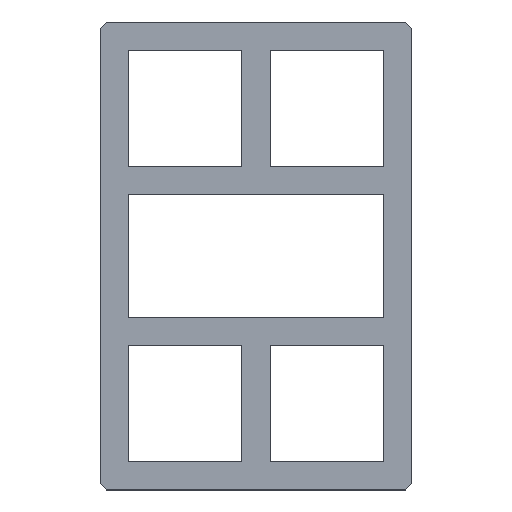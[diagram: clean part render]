
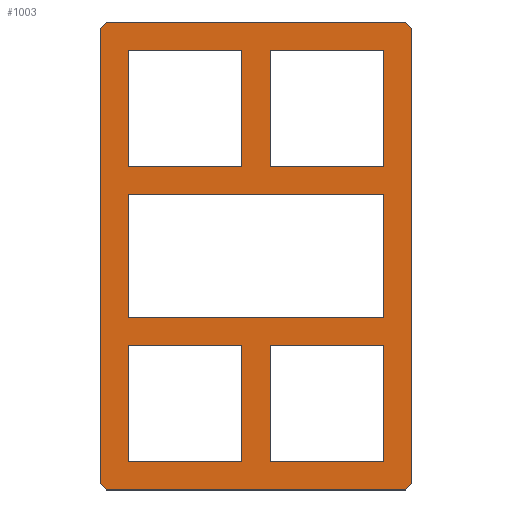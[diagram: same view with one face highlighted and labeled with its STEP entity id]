
A CAD part, top view. The second image highlights one B-rep face of the part: STEP entity #1003.
In plain terms, the highlighted planar face has unit normal (0, 0, 1).
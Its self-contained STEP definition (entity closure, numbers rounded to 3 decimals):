
#49=CARTESIAN_POINT('',(-41.,19.6,0.5));
#50=VERTEX_POINT('',#49);
#51=CARTESIAN_POINT('',(41.,19.6,0.5));
#52=VERTEX_POINT('',#51);
#53=CARTESIAN_POINT('',(-41.,19.6,0.5));
#54=DIRECTION('',(1.0,0.0,0.0));
#55=VECTOR('',#54,82.);
#56=LINE('',#53,#55);
#57=EDGE_CURVE('',#50,#52,#56,.T.);
#89=CARTESIAN_POINT('',(41.,-19.6,0.5));
#90=VERTEX_POINT('',#89);
#91=CARTESIAN_POINT('',(41.,19.6,0.5));
#92=DIRECTION('',(0.0,-1.0,0.0));
#93=VECTOR('',#92,39.2);
#94=LINE('',#91,#93);
#95=EDGE_CURVE('',#52,#90,#94,.T.);
#120=CARTESIAN_POINT('',(-41.,-19.6,0.5));
#121=VERTEX_POINT('',#120);
#122=CARTESIAN_POINT('',(41.,-19.6,0.5));
#123=DIRECTION('',(-1.0,0.0,0.0));
#124=VECTOR('',#123,82.);
#125=LINE('',#122,#124);
#126=EDGE_CURVE('',#90,#121,#125,.T.);
#151=CARTESIAN_POINT('',(-41.,-19.6,0.5));
#152=DIRECTION('',(0.0,1.0,0.0));
#153=VECTOR('',#152,39.2);
#154=LINE('',#151,#153);
#155=EDGE_CURVE('',#121,#50,#154,.T.);
#173=CARTESIAN_POINT('',(4.5,-28.6,0.5));
#174=VERTEX_POINT('',#173);
#175=CARTESIAN_POINT('',(41.,-28.6,0.5));
#176=VERTEX_POINT('',#175);
#177=CARTESIAN_POINT('',(4.5,-28.6,0.5));
#178=DIRECTION('',(1.0,0.0,0.0));
#179=VECTOR('',#178,36.5);
#180=LINE('',#177,#179);
#181=EDGE_CURVE('',#174,#176,#180,.T.);
#213=CARTESIAN_POINT('',(41.,-66.,0.5));
#214=VERTEX_POINT('',#213);
#215=CARTESIAN_POINT('',(41.,-28.6,0.5));
#216=DIRECTION('',(0.0,-1.0,0.0));
#217=VECTOR('',#216,37.4);
#218=LINE('',#215,#217);
#219=EDGE_CURVE('',#176,#214,#218,.T.);
#244=CARTESIAN_POINT('',(4.5,-66.,0.5));
#245=VERTEX_POINT('',#244);
#246=CARTESIAN_POINT('',(41.,-66.,0.5));
#247=DIRECTION('',(-1.0,0.0,0.0));
#248=VECTOR('',#247,36.5);
#249=LINE('',#246,#248);
#250=EDGE_CURVE('',#214,#245,#249,.T.);
#275=CARTESIAN_POINT('',(4.5,-66.,0.5));
#276=DIRECTION('',(0.0,1.0,0.0));
#277=VECTOR('',#276,37.4);
#278=LINE('',#275,#277);
#279=EDGE_CURVE('',#245,#174,#278,.T.);
#297=CARTESIAN_POINT('',(-4.5,-66.,0.5));
#298=VERTEX_POINT('',#297);
#299=CARTESIAN_POINT('',(-41.,-66.,0.5));
#300=VERTEX_POINT('',#299);
#301=CARTESIAN_POINT('',(-4.5,-66.,0.5));
#302=DIRECTION('',(-1.0,0.0,0.0));
#303=VECTOR('',#302,36.5);
#304=LINE('',#301,#303);
#305=EDGE_CURVE('',#298,#300,#304,.T.);
#337=CARTESIAN_POINT('',(-41.,-28.6,0.5));
#338=VERTEX_POINT('',#337);
#339=CARTESIAN_POINT('',(-41.,-66.,0.5));
#340=DIRECTION('',(0.0,1.0,0.0));
#341=VECTOR('',#340,37.4);
#342=LINE('',#339,#341);
#343=EDGE_CURVE('',#300,#338,#342,.T.);
#368=CARTESIAN_POINT('',(-4.5,-28.6,0.5));
#369=VERTEX_POINT('',#368);
#370=CARTESIAN_POINT('',(-41.,-28.6,0.5));
#371=DIRECTION('',(1.0,0.0,0.0));
#372=VECTOR('',#371,36.5);
#373=LINE('',#370,#372);
#374=EDGE_CURVE('',#338,#369,#373,.T.);
#399=CARTESIAN_POINT('',(-4.5,-28.6,0.5));
#400=DIRECTION('',(0.0,-1.0,0.0));
#401=VECTOR('',#400,37.4);
#402=LINE('',#399,#401);
#403=EDGE_CURVE('',#369,#298,#402,.T.);
#421=CARTESIAN_POINT('',(-41.,28.6,0.5));
#422=VERTEX_POINT('',#421);
#423=CARTESIAN_POINT('',(-41.,66.,0.5));
#424=VERTEX_POINT('',#423);
#425=CARTESIAN_POINT('',(-41.,28.6,0.5));
#426=DIRECTION('',(0.0,1.0,0.0));
#427=VECTOR('',#426,37.4);
#428=LINE('',#425,#427);
#429=EDGE_CURVE('',#422,#424,#428,.T.);
#461=CARTESIAN_POINT('',(-4.5,66.,0.5));
#462=VERTEX_POINT('',#461);
#463=CARTESIAN_POINT('',(-41.,66.,0.5));
#464=DIRECTION('',(1.0,0.0,0.0));
#465=VECTOR('',#464,36.5);
#466=LINE('',#463,#465);
#467=EDGE_CURVE('',#424,#462,#466,.T.);
#492=CARTESIAN_POINT('',(-4.5,28.6,0.5));
#493=VERTEX_POINT('',#492);
#494=CARTESIAN_POINT('',(-4.5,66.,0.5));
#495=DIRECTION('',(0.0,-1.0,0.0));
#496=VECTOR('',#495,37.4);
#497=LINE('',#494,#496);
#498=EDGE_CURVE('',#462,#493,#497,.T.);
#523=CARTESIAN_POINT('',(-4.5,28.6,0.5));
#524=DIRECTION('',(-1.0,0.0,0.0));
#525=VECTOR('',#524,36.5);
#526=LINE('',#523,#525);
#527=EDGE_CURVE('',#493,#422,#526,.T.);
#545=CARTESIAN_POINT('',(4.5,28.6,0.5));
#546=VERTEX_POINT('',#545);
#547=CARTESIAN_POINT('',(4.5,66.,0.5));
#548=VERTEX_POINT('',#547);
#549=CARTESIAN_POINT('',(4.5,28.6,0.5));
#550=DIRECTION('',(0.0,1.0,0.0));
#551=VECTOR('',#550,37.4);
#552=LINE('',#549,#551);
#553=EDGE_CURVE('',#546,#548,#552,.T.);
#585=CARTESIAN_POINT('',(41.,66.,0.5));
#586=VERTEX_POINT('',#585);
#587=CARTESIAN_POINT('',(4.5,66.,0.5));
#588=DIRECTION('',(1.0,0.0,0.0));
#589=VECTOR('',#588,36.5);
#590=LINE('',#587,#589);
#591=EDGE_CURVE('',#548,#586,#590,.T.);
#616=CARTESIAN_POINT('',(41.,28.6,0.5));
#617=VERTEX_POINT('',#616);
#618=CARTESIAN_POINT('',(41.,66.,0.5));
#619=DIRECTION('',(0.0,-1.0,0.0));
#620=VECTOR('',#619,37.4);
#621=LINE('',#618,#620);
#622=EDGE_CURVE('',#586,#617,#621,.T.);
#647=CARTESIAN_POINT('',(41.,28.6,0.5));
#648=DIRECTION('',(-1.0,0.0,0.0));
#649=VECTOR('',#648,36.5);
#650=LINE('',#647,#649);
#651=EDGE_CURVE('',#617,#546,#650,.T.);
#771=CARTESIAN_POINT('',(48.,-75.,0.5));
#772=VERTEX_POINT('',#771);
#773=CARTESIAN_POINT('',(-48.,-75.,0.5));
#774=VERTEX_POINT('',#773);
#775=CARTESIAN_POINT('',(48.,-75.,0.5));
#776=DIRECTION('',(-1.0,0.0,0.0));
#777=VECTOR('',#776,96.0);
#778=LINE('',#775,#777);
#779=EDGE_CURVE('',#772,#774,#778,.T.);
#802=CARTESIAN_POINT('',(-50.,-73.,0.5));
#803=VERTEX_POINT('',#802);
#804=CARTESIAN_POINT('',(-48.,-75.,0.5));
#805=DIRECTION('',(-0.707,0.707,0.0));
#806=VECTOR('',#805,2.828);
#807=LINE('',#804,#806);
#808=EDGE_CURVE('',#774,#803,#807,.T.);
#826=CARTESIAN_POINT('',(-50.,73.,0.5));
#827=VERTEX_POINT('',#826);
#828=CARTESIAN_POINT('',(-50.,-73.,0.5));
#829=DIRECTION('',(0.0,1.0,0.0));
#830=VECTOR('',#829,146.0);
#831=LINE('',#828,#830);
#832=EDGE_CURVE('',#803,#827,#831,.T.);
#850=CARTESIAN_POINT('',(-48.,75.,0.5));
#851=VERTEX_POINT('',#850);
#852=CARTESIAN_POINT('',(-50.,73.,0.5));
#853=DIRECTION('',(0.707,0.707,0.0));
#854=VECTOR('',#853,2.828);
#855=LINE('',#852,#854);
#856=EDGE_CURVE('',#827,#851,#855,.T.);
#874=CARTESIAN_POINT('',(48.,75.,0.5));
#875=VERTEX_POINT('',#874);
#876=CARTESIAN_POINT('',(-48.,75.,0.5));
#877=DIRECTION('',(1.0,0.0,0.0));
#878=VECTOR('',#877,96.0);
#879=LINE('',#876,#878);
#880=EDGE_CURVE('',#851,#875,#879,.T.);
#898=CARTESIAN_POINT('',(50.,73.,0.5));
#899=VERTEX_POINT('',#898);
#900=CARTESIAN_POINT('',(48.,75.,0.5));
#901=DIRECTION('',(0.707,-0.707,0.0));
#902=VECTOR('',#901,2.828);
#903=LINE('',#900,#902);
#904=EDGE_CURVE('',#875,#899,#903,.T.);
#922=CARTESIAN_POINT('',(50.,-73.,0.5));
#923=VERTEX_POINT('',#922);
#924=CARTESIAN_POINT('',(50.,73.,0.5));
#925=DIRECTION('',(0.0,-1.0,0.0));
#926=VECTOR('',#925,146.0);
#927=LINE('',#924,#926);
#928=EDGE_CURVE('',#899,#923,#927,.T.);
#946=CARTESIAN_POINT('',(50.,-73.,0.5));
#947=DIRECTION('',(-0.707,-0.707,0.0));
#948=VECTOR('',#947,2.828);
#949=LINE('',#946,#948);
#950=EDGE_CURVE('',#923,#772,#949,.T.);
#958=CARTESIAN_POINT('',(0.,0.,0.5));
#959=DIRECTION('',(0.0,0.0,1.0));
#960=DIRECTION('',(1.0,0.0,0.0));
#961=AXIS2_PLACEMENT_3D('',#958,#959,#960);
#962=PLANE('',#961);
#963=ORIENTED_EDGE('',*,*,#779,.F.);
#964=ORIENTED_EDGE('',*,*,#950,.F.);
#965=ORIENTED_EDGE('',*,*,#928,.F.);
#966=ORIENTED_EDGE('',*,*,#904,.F.);
#967=ORIENTED_EDGE('',*,*,#880,.F.);
#968=ORIENTED_EDGE('',*,*,#856,.F.);
#969=ORIENTED_EDGE('',*,*,#832,.F.);
#970=ORIENTED_EDGE('',*,*,#808,.F.);
#971=EDGE_LOOP('',(#963,#964,#965,#966,#967,#968,#969,#970));
#972=FACE_OUTER_BOUND('',#971,.T.);
#973=ORIENTED_EDGE('',*,*,#57,.T.);
#974=ORIENTED_EDGE('',*,*,#95,.T.);
#975=ORIENTED_EDGE('',*,*,#126,.T.);
#976=ORIENTED_EDGE('',*,*,#155,.T.);
#977=EDGE_LOOP('',(#973,#974,#975,#976));
#978=FACE_BOUND('',#977,.T.);
#979=ORIENTED_EDGE('',*,*,#181,.T.);
#980=ORIENTED_EDGE('',*,*,#219,.T.);
#981=ORIENTED_EDGE('',*,*,#250,.T.);
#982=ORIENTED_EDGE('',*,*,#279,.T.);
#983=EDGE_LOOP('',(#979,#980,#981,#982));
#984=FACE_BOUND('',#983,.T.);
#985=ORIENTED_EDGE('',*,*,#305,.T.);
#986=ORIENTED_EDGE('',*,*,#343,.T.);
#987=ORIENTED_EDGE('',*,*,#374,.T.);
#988=ORIENTED_EDGE('',*,*,#403,.T.);
#989=EDGE_LOOP('',(#985,#986,#987,#988));
#990=FACE_BOUND('',#989,.T.);
#991=ORIENTED_EDGE('',*,*,#429,.T.);
#992=ORIENTED_EDGE('',*,*,#467,.T.);
#993=ORIENTED_EDGE('',*,*,#498,.T.);
#994=ORIENTED_EDGE('',*,*,#527,.T.);
#995=EDGE_LOOP('',(#991,#992,#993,#994));
#996=FACE_BOUND('',#995,.T.);
#997=ORIENTED_EDGE('',*,*,#553,.T.);
#998=ORIENTED_EDGE('',*,*,#591,.T.);
#999=ORIENTED_EDGE('',*,*,#622,.T.);
#1000=ORIENTED_EDGE('',*,*,#651,.T.);
#1001=EDGE_LOOP('',(#997,#998,#999,#1000));
#1002=FACE_BOUND('',#1001,.T.);
#1003=ADVANCED_FACE('',(#972,#978,#984,#990,#996,#1002),#962,.T.);
